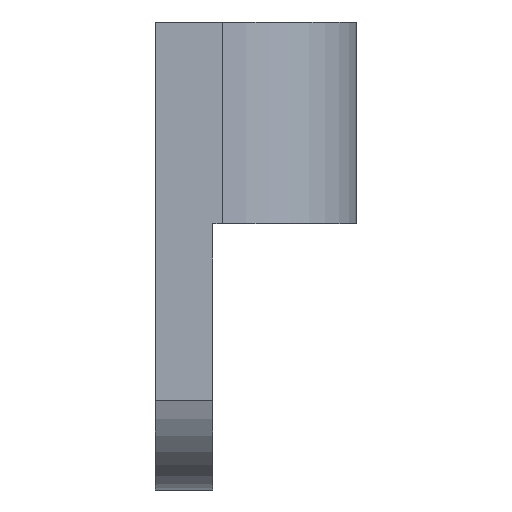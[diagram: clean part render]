
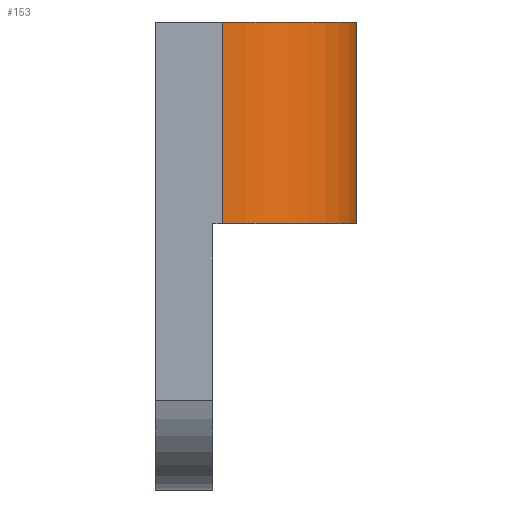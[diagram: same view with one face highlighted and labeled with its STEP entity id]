
A CAD part, front view. The second image highlights one B-rep face of the part: STEP entity #153.
In plain terms, the highlighted cylindrical face has radius 7 mm (diameter 14 mm), a partial arc.
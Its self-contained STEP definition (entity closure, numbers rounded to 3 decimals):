
#24 = VERTEX_POINT('',#25);
#25 = CARTESIAN_POINT('',(-6.,-83.,9.));
#31 = EDGE_CURVE('',#24,#32,#34,.T.);
#32 = VERTEX_POINT('',#33);
#33 = CARTESIAN_POINT('',(-13.,-90.,9.));
#34 = CIRCLE('',#35,7.);
#35 = AXIS2_PLACEMENT_3D('',#36,#37,#38);
#36 = CARTESIAN_POINT('',(-13.,-83.,9.));
#37 = DIRECTION('',(0.,0.,-1.));
#38 = DIRECTION('',(0.,1.,0.));
#104 = VERTEX_POINT('',#105);
#105 = CARTESIAN_POINT('',(-6.,-83.,19.5));
#111 = EDGE_CURVE('',#104,#24,#112,.T.);
#112 = LINE('',#113,#114);
#113 = CARTESIAN_POINT('',(-6.,-83.,19.5));
#114 = VECTOR('',#115,1.);
#115 = DIRECTION('',(0.,0.,-1.));
#153 = ADVANCED_FACE('',(#154),#173,.T.);
#154 = FACE_BOUND('',#155,.T.);
#155 = EDGE_LOOP('',(#156,#165,#171,#172));
#156 = ORIENTED_EDGE('',*,*,#157,.T.);
#157 = EDGE_CURVE('',#104,#158,#160,.T.);
#158 = VERTEX_POINT('',#159);
#159 = CARTESIAN_POINT('',(-13.,-90.,19.5));
#160 = CIRCLE('',#161,7.);
#161 = AXIS2_PLACEMENT_3D('',#162,#163,#164);
#162 = CARTESIAN_POINT('',(-13.,-83.,19.5));
#163 = DIRECTION('',(0.,0.,-1.));
#164 = DIRECTION('',(0.,1.,0.));
#165 = ORIENTED_EDGE('',*,*,#166,.T.);
#166 = EDGE_CURVE('',#158,#32,#167,.T.);
#167 = LINE('',#168,#169);
#168 = CARTESIAN_POINT('',(-13.,-90.,19.5));
#169 = VECTOR('',#170,1.);
#170 = DIRECTION('',(0.,0.,-1.));
#171 = ORIENTED_EDGE('',*,*,#31,.F.);
#172 = ORIENTED_EDGE('',*,*,#111,.F.);
#173 = CYLINDRICAL_SURFACE('',#174,7.);
#174 = AXIS2_PLACEMENT_3D('',#175,#176,#177);
#175 = CARTESIAN_POINT('',(-13.,-83.,19.5));
#176 = DIRECTION('',(0.,0.,-1.));
#177 = DIRECTION('',(1.,0.,0.));
